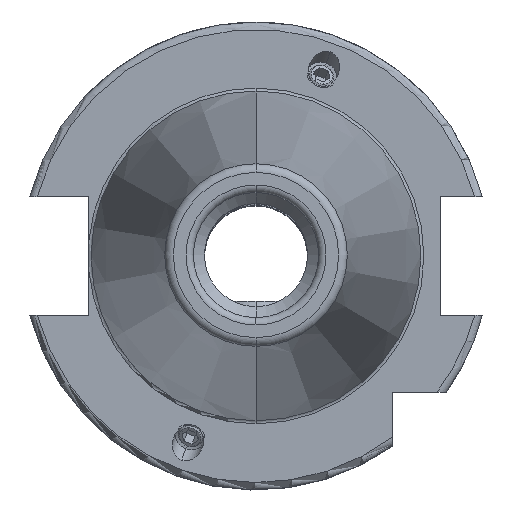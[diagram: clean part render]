
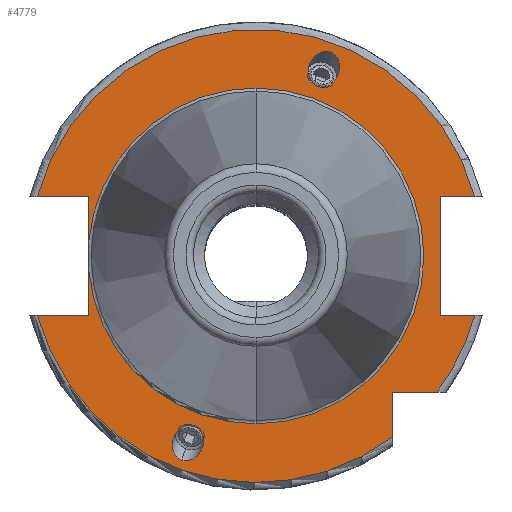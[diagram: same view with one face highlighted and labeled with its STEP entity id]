
A CAD part, top view. The second image highlights one B-rep face of the part: STEP entity #4779.
In plain terms, the highlighted planar face has unit normal (0, 0, 1).
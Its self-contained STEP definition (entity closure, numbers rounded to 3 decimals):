
#1138=CARTESIAN_POINT('',(0,0,15.9));
#1139=DIRECTION('',(0,0,-1));
#1140=DIRECTION('',(0,1,0));
#1141=AXIS2_PLACEMENT_3D('',#1138,#1139,#1140);
#1153=CARTESIAN_POINT('',(0,0,15.9));
#1154=DIRECTION('',(0,0,1));
#1155=DIRECTION('',(0,1,0));
#1156=AXIS2_PLACEMENT_3D('',#1153,#1154,#1155);
#1168=CARTESIAN_POINT('',(0,0,15.9));
#1169=DIRECTION('',(0,0,1));
#1170=DIRECTION('',(-0.996,-0.094,0));
#1171=AXIS2_PLACEMENT_3D('',#1168,#1169,#1170);
#1409=DIRECTION('',(1,0,0));
#1410=VECTOR('',#1409,7.004);
#1411=CARTESIAN_POINT('',(-29.704,-8.05,15.9));
#1412=LINE('',#1411,#1410);
#1413=DIRECTION('',(0,1,0));
#1414=VECTOR('',#1413,5.917);
#1415=CARTESIAN_POINT('',(-22.7,-8.05,15.9));
#1416=LINE('',#1415,#1414);
#1417=DIRECTION('',(0,1,0));
#1418=VECTOR('',#1417,5.917);
#1419=CARTESIAN_POINT('',(-22.7,2.133,15.9));
#1420=LINE('',#1419,#1418);
#1421=DIRECTION('',(1,0,0));
#1422=VECTOR('',#1421,7.004);
#1423=CARTESIAN_POINT('',(-29.704,8.05,15.9));
#1424=LINE('',#1423,#1422);
#1425=DIRECTION('',(-1,0,0));
#1426=VECTOR('',#1425,4.704);
#1427=CARTESIAN_POINT('',(29.704,8.05,15.9));
#1428=LINE('',#1427,#1426);
#1429=DIRECTION('',(0,-1,0));
#1430=VECTOR('',#1429,16.1);
#1431=CARTESIAN_POINT('',(25,8.05,15.9));
#1432=LINE('',#1431,#1430);
#1433=DIRECTION('',(-1,0,0));
#1434=VECTOR('',#1433,4.704);
#1435=CARTESIAN_POINT('',(29.704,-8.05,15.9));
#1436=LINE('',#1435,#1434);
#1437=CARTESIAN_POINT('',(0,0,15.9));
#1438=DIRECTION('',(0,0,1));
#1439=DIRECTION('',(0.799,-0.601,0));
#1440=AXIS2_PLACEMENT_3D('',#1437,#1438,#1439);
#1442=DIRECTION('',(-1,0,0));
#1443=VECTOR('',#1442,6.094);
#1444=CARTESIAN_POINT('',(24.594,-18.5,15.9));
#1445=LINE('',#1444,#1443);
#1446=DIRECTION('',(0,1,0));
#1447=VECTOR('',#1446,6.094);
#1448=CARTESIAN_POINT('',(18.5,-24.594,15.9));
#1449=LINE('',#1448,#1447);
#1450=CARTESIAN_POINT('',(10.09,27.723,15.9));
#1451=CARTESIAN_POINT('',(9.863,27.806,15.9));
#1452=CARTESIAN_POINT('',(9.337,27.884,15.9));
#1453=CARTESIAN_POINT('',(8.455,27.594,15.9));
#1454=CARTESIAN_POINT('',(7.834,27.033,15.9));
#1455=CARTESIAN_POINT('',(7.483,26.49,15.9));
#1456=CARTESIAN_POINT('',(7.298,26.077,15.9));
#1457=CARTESIAN_POINT('',(7.174,25.641,15.9));
#1458=CARTESIAN_POINT('',(7.094,25.,15.9));
#1459=CARTESIAN_POINT('',(7.208,24.17,15.9));
#1460=CARTESIAN_POINT('',(7.698,23.381,15.9));
#1461=CARTESIAN_POINT('',(8.152,23.103,15.9));
#1462=CARTESIAN_POINT('',(8.379,23.02,15.9));
#1464=CARTESIAN_POINT('',(8.379,23.02,15.9));
#1465=CARTESIAN_POINT('',(8.606,22.937,15.9));
#1466=CARTESIAN_POINT('',(9.133,22.859,15.9));
#1467=CARTESIAN_POINT('',(10.014,23.149,15.9));
#1468=CARTESIAN_POINT('',(10.635,23.711,15.9));
#1469=CARTESIAN_POINT('',(10.986,24.253,15.9));
#1470=CARTESIAN_POINT('',(11.171,24.667,15.9));
#1471=CARTESIAN_POINT('',(11.295,25.103,15.9));
#1472=CARTESIAN_POINT('',(11.375,25.744,15.9));
#1473=CARTESIAN_POINT('',(11.261,26.573,15.9));
#1474=CARTESIAN_POINT('',(10.771,27.362,15.9));
#1475=CARTESIAN_POINT('',(10.318,27.641,15.9));
#1476=CARTESIAN_POINT('',(10.09,27.723,15.9));
#1478=CARTESIAN_POINT('',(-10.09,-27.723,15.9));
#1479=CARTESIAN_POINT('',(-10.318,-27.641,15.9));
#1480=CARTESIAN_POINT('',(-10.771,-27.362,15.9));
#1481=CARTESIAN_POINT('',(-11.261,-26.573,15.9));
#1482=CARTESIAN_POINT('',(-11.375,-25.744,15.9));
#1483=CARTESIAN_POINT('',(-11.295,-25.103,15.9));
#1484=CARTESIAN_POINT('',(-11.171,-24.667,15.9));
#1485=CARTESIAN_POINT('',(-10.986,-24.253,15.9));
#1486=CARTESIAN_POINT('',(-10.635,-23.711,15.9));
#1487=CARTESIAN_POINT('',(-10.014,-23.149,15.9));
#1488=CARTESIAN_POINT('',(-9.133,-22.859,15.9));
#1489=CARTESIAN_POINT('',(-8.606,-22.937,15.9));
#1490=CARTESIAN_POINT('',(-8.379,-23.02,15.9));
#1492=CARTESIAN_POINT('',(-8.379,-23.02,15.9));
#1493=CARTESIAN_POINT('',(-8.152,-23.103,15.9));
#1494=CARTESIAN_POINT('',(-7.698,-23.381,15.9));
#1495=CARTESIAN_POINT('',(-7.208,-24.17,15.9));
#1496=CARTESIAN_POINT('',(-7.094,-25.,15.9));
#1497=CARTESIAN_POINT('',(-7.174,-25.641,15.9));
#1498=CARTESIAN_POINT('',(-7.298,-26.077,15.9));
#1499=CARTESIAN_POINT('',(-7.483,-26.49,15.9));
#1500=CARTESIAN_POINT('',(-7.834,-27.033,15.9));
#1501=CARTESIAN_POINT('',(-8.455,-27.594,15.9));
#1502=CARTESIAN_POINT('',(-9.337,-27.884,15.9));
#1503=CARTESIAN_POINT('',(-9.863,-27.806,15.9));
#1504=CARTESIAN_POINT('',(-10.09,-27.723,15.9));
#1529=CARTESIAN_POINT('',(0,0,15.9));
#1530=DIRECTION('',(0,0,1));
#1531=DIRECTION('',(0.965,0.262,0));
#1532=AXIS2_PLACEMENT_3D('',#1529,#1530,#1531);
#1580=CARTESIAN_POINT('',(0,0,15.9));
#1581=DIRECTION('',(0,0,1));
#1582=DIRECTION('',(-0.965,-0.262,0));
#1583=AXIS2_PLACEMENT_3D('',#1580,#1581,#1582);
#2664=CARTESIAN_POINT('',(0,22.8,15.9));
#2666=VERTEX_POINT('',#2664);
#2686=CARTESIAN_POINT('',(0,-22.8,15.9));
#2688=VERTEX_POINT('',#2686);
#2834=CARTESIAN_POINT('',(-29.704,-8.05,15.9));
#2835=CARTESIAN_POINT('',(-22.7,-8.05,15.9));
#2836=VERTEX_POINT('',#2834);
#2837=VERTEX_POINT('',#2835);
#2838=CARTESIAN_POINT('',(-22.7,-2.133,15.9));
#2839=VERTEX_POINT('',#2838);
#2840=CARTESIAN_POINT('',(-22.7,2.133,15.9));
#2841=CARTESIAN_POINT('',(-22.7,8.05,15.9));
#2842=VERTEX_POINT('',#2840);
#2843=VERTEX_POINT('',#2841);
#2844=CARTESIAN_POINT('',(-29.704,8.05,15.9));
#2845=VERTEX_POINT('',#2844);
#2846=CARTESIAN_POINT('',(25,8.05,15.9));
#2847=CARTESIAN_POINT('',(25,-8.05,15.9));
#2848=VERTEX_POINT('',#2846);
#2849=VERTEX_POINT('',#2847);
#2850=CARTESIAN_POINT('',(29.704,-8.05,15.9));
#2851=VERTEX_POINT('',#2850);
#2852=CARTESIAN_POINT('',(29.704,8.05,15.9));
#2853=VERTEX_POINT('',#2852);
#2854=CARTESIAN_POINT('',(18.5,-24.594,15.9));
#2855=CARTESIAN_POINT('',(18.5,-18.5,15.9));
#2856=VERTEX_POINT('',#2854);
#2857=VERTEX_POINT('',#2855);
#2858=CARTESIAN_POINT('',(24.594,-18.5,15.9));
#2859=VERTEX_POINT('',#2858);
#2910=VERTEX_POINT('',#1450);
#2911=VERTEX_POINT('',#1462);
#2961=CARTESIAN_POINT('',(-10.09,-27.723,15.9));
#2963=VERTEX_POINT('',#2961);
#2964=CARTESIAN_POINT('',(-8.379,-23.02,15.9));
#2965=VERTEX_POINT('',#2964);
#4740=CARTESIAN_POINT('',(0,0,15.9));
#4741=DIRECTION('',(0,0,-1));
#4742=DIRECTION('',(0,-1,0));
#4743=AXIS2_PLACEMENT_3D('',#4740,#4741,#4742);
#4744=PLANE('',#4743);
#4745=ORIENTED_EDGE('',*,*,#4717,.T.);
#4746=ORIENTED_EDGE('',*,*,#4401,.T.);
#4747=ORIENTED_EDGE('',*,*,#4383,.T.);
#4748=ORIENTED_EDGE('',*,*,#4363,.F.);
#4749=ORIENTED_EDGE('',*,*,#4378,.T.);
#4750=ORIENTED_EDGE('',*,*,#4398,.T.);
#4751=ORIENTED_EDGE('',*,*,#4436,.F.);
#4753=ORIENTED_EDGE('',*,*,#4752,.F.);
#4755=ORIENTED_EDGE('',*,*,#4754,.T.);
#4757=ORIENTED_EDGE('',*,*,#4756,.T.);
#4758=ORIENTED_EDGE('',*,*,#4513,.F.);
#4760=ORIENTED_EDGE('',*,*,#4759,.F.);
#4761=ORIENTED_EDGE('',*,*,#4571,.T.);
#4762=ORIENTED_EDGE('',*,*,#4622,.F.);
#4764=ORIENTED_EDGE('',*,*,#4763,.F.);
#4765=EDGE_LOOP('',(#4745,#4746,#4747,#4748,#4749,#4750,#4751,#4753,#4755,#4757,
#4758,#4760,#4761,#4762,#4764));
#4766=FACE_OUTER_BOUND('',#4765,.F.);
#4768=ORIENTED_EDGE('',*,*,#4767,.T.);
#4770=ORIENTED_EDGE('',*,*,#4769,.T.);
#4771=EDGE_LOOP('',(#4768,#4770));
#4772=FACE_BOUND('',#4771,.F.);
#4774=ORIENTED_EDGE('',*,*,#4773,.F.);
#4776=ORIENTED_EDGE('',*,*,#4775,.F.);
#4777=EDGE_LOOP('',(#4774,#4776));
#4778=FACE_BOUND('',#4777,.F.);
#4779=ADVANCED_FACE('',(#4766,#4772,#4778),#4744,.F.);
#1142=CIRCLE('',#1141,22.8);
#1157=CIRCLE('',#1156,22.8);
#1172=CIRCLE('',#1171,22.8);
#1441=CIRCLE('',#1440,30.775);
#1463=B_SPLINE_CURVE_WITH_KNOTS('',3,(#1450,#1451,#1452,#1453,#1454,#1455,#1456,
#1457,#1458,#1459,#1460,#1461,#1462),.UNSPECIFIED.,.F.,.F.,(4,1,1,1,1,1,1,1,1,1,
4),(0,0.125,0.25,0.375,0.438,0.5,0.563,0.625,0.75,0.875,
1.0),.UNSPECIFIED.);
#1477=B_SPLINE_CURVE_WITH_KNOTS('',3,(#1464,#1465,#1466,#1467,#1468,#1469,#1470,
#1471,#1472,#1473,#1474,#1475,#1476),.UNSPECIFIED.,.F.,.F.,(4,1,1,1,1,1,1,1,1,1,
4),(0,0.125,0.25,0.375,0.438,0.5,0.563,0.625,0.75,0.875,
1.0),.UNSPECIFIED.);
#1491=B_SPLINE_CURVE_WITH_KNOTS('',3,(#1478,#1479,#1480,#1481,#1482,#1483,#1484,
#1485,#1486,#1487,#1488,#1489,#1490),.UNSPECIFIED.,.F.,.F.,(4,1,1,1,1,1,1,1,1,1,
4),(0,0.125,0.25,0.375,0.438,0.5,0.563,0.625,0.75,0.875,
1.0),.UNSPECIFIED.);
#1505=B_SPLINE_CURVE_WITH_KNOTS('',3,(#1492,#1493,#1494,#1495,#1496,#1497,#1498,
#1499,#1500,#1501,#1502,#1503,#1504),.UNSPECIFIED.,.F.,.F.,(4,1,1,1,1,1,1,1,1,1,
4),(0,0.125,0.25,0.375,0.438,0.5,0.563,0.625,0.75,0.875,
1.0),.UNSPECIFIED.);
#1533=CIRCLE('',#1532,30.775);
#1584=CIRCLE('',#1583,30.775);
#4363=EDGE_CURVE('',#2666,#2688,#1142,.T.);
#4378=EDGE_CURVE('',#2666,#2842,#1157,.T.);
#4383=EDGE_CURVE('',#2839,#2688,#1172,.T.);
#4398=EDGE_CURVE('',#2842,#2843,#1420,.T.);
#4401=EDGE_CURVE('',#2837,#2839,#1416,.T.);
#4436=EDGE_CURVE('',#2845,#2843,#1424,.T.);
#4513=EDGE_CURVE('',#2851,#2849,#1436,.T.);
#4571=EDGE_CURVE('',#2859,#2857,#1445,.T.);
#4622=EDGE_CURVE('',#2856,#2857,#1449,.T.);
#4717=EDGE_CURVE('',#2836,#2837,#1412,.T.);
#4752=EDGE_CURVE('',#2853,#2845,#1533,.T.);
#4754=EDGE_CURVE('',#2853,#2848,#1428,.T.);
#4756=EDGE_CURVE('',#2848,#2849,#1432,.T.);
#4759=EDGE_CURVE('',#2859,#2851,#1441,.T.);
#4763=EDGE_CURVE('',#2836,#2856,#1584,.T.);
#4767=EDGE_CURVE('',#2910,#2911,#1463,.T.);
#4769=EDGE_CURVE('',#2911,#2910,#1477,.T.);
#4773=EDGE_CURVE('',#2963,#2965,#1491,.T.);
#4775=EDGE_CURVE('',#2965,#2963,#1505,.T.);
